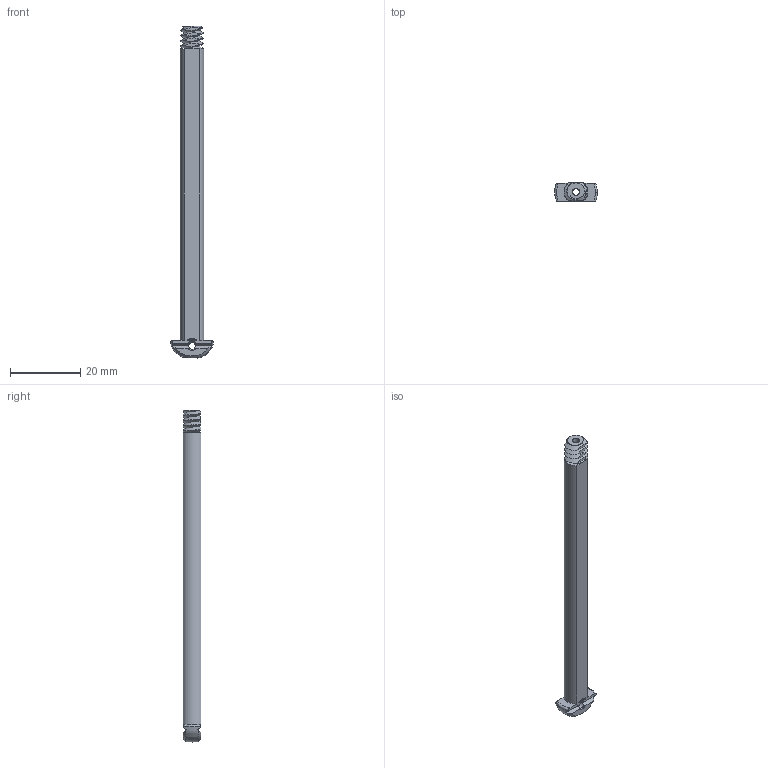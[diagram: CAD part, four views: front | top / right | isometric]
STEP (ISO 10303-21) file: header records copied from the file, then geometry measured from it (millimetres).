
FILE_DESCRIPTION(('FreeCAD Model'),'2;1');
FILE_NAME('Open CASCADE Shape Model','2023-11-07T13:16:18',(''),(''), 'Open CASCADE STEP processor 7.6','FreeCAD','Unknown');
FILE_SCHEMA(('AUTOMOTIVE_DESIGN { 1 0 10303 214 1 1 1 1 }'));
Products named in the file (1): Shoulder Screw RH RHD BU06.75 - SPN-SSC-0067 (stemfie.org)
Bounding box: 12.2 x 5 x 94.35 mm (x, y, z)
Volume: 2542.8 mm3; surface area: 2691.6 mm2
Topology: 1 solids, 1 shells, 566 faces, 1601 edges, 1064 vertices
Faces by surface type: plane 315, extrusion 216, bspline 15, cone 10, cylinder 6, torus 3, revolution 1
Full cylindrical faces by diameter (mm): 2 x2, 2.001 x1
Entity records: 46637 total; most frequent: CARTESIAN_POINT 16566, DIRECTION 4606, VECTOR 3798, LINE 3582, ORIENTED_EDGE 3202, PCURVE 3202, DEFINITIONAL_REPRESENTATION 3202, EDGE_CURVE 1601
